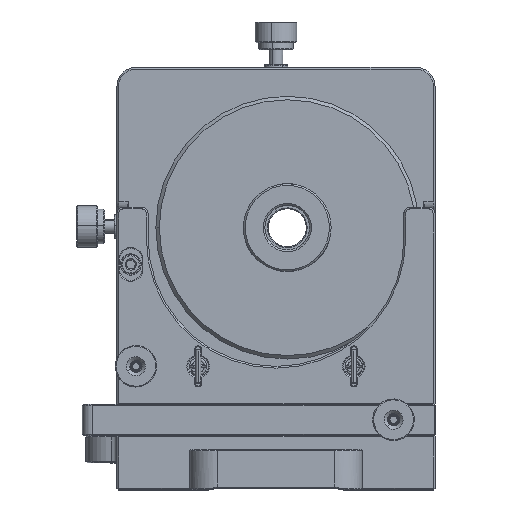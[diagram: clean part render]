
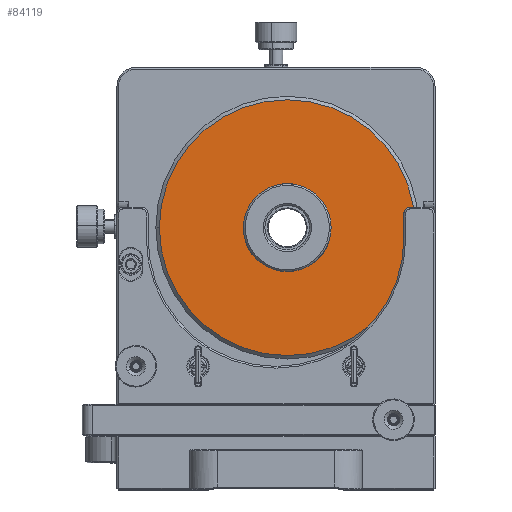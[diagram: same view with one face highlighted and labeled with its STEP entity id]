
A CAD part, top view. The second image highlights one B-rep face of the part: STEP entity #84119.
In plain terms, the highlighted planar face has unit normal (0, 0, 1).
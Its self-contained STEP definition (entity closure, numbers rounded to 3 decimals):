
#5955 = AXIS2_PLACEMENT_3D ( 'NONE', #39961, #134300, #120079 ) ;
#6163 = DIRECTION ( 'NONE',  ( 1., 0., 0. ) ) ;
#6278 = ORIENTED_EDGE ( 'NONE', *, *, #121058, .T. ) ;
#9768 = EDGE_CURVE ( 'NONE', #132143, #134606, #70067, .T. ) ;
#19925 = ORIENTED_EDGE ( 'NONE', *, *, #75592, .T. ) ;
#21639 = CIRCLE ( 'NONE', #78543, 37. ) ;
#22031 = ORIENTED_EDGE ( 'NONE', *, *, #103748, .T. ) ;
#28911 = DIRECTION ( 'NONE',  ( 0., 0., 1. ) ) ;
#29723 = CARTESIAN_POINT ( 'NONE',  ( 3.262, 67.937, 5.2 ) ) ;
#39916 = CIRCLE ( 'NONE', #139432, 12.698 ) ;
#39961 = CARTESIAN_POINT ( 'NONE',  ( 3.262, 67.937, 5.2 ) ) ;
#43936 = DIRECTION ( 'NONE',  ( 0., 0., -1. ) ) ;
#53599 = CARTESIAN_POINT ( 'NONE',  ( -33.738, 67.937, 5.2 ) ) ;
#59571 = CARTESIAN_POINT ( 'NONE',  ( 3.262, 67.937, 5.2 ) ) ;
#63163 = FACE_OUTER_BOUND ( 'NONE', #143567, .T. ) ;
#65465 = VERTEX_POINT ( 'NONE', #147551 ) ;
#70067 = CIRCLE ( 'NONE', #172303, 37. ) ;
#75592 = EDGE_CURVE ( 'NONE', #81756, #65465, #144565, .T. ) ;
#78543 = AXIS2_PLACEMENT_3D ( 'NONE', #59571, #111236, #6163 ) ;
#81756 = VERTEX_POINT ( 'NONE', #88404 ) ;
#84119 = ADVANCED_FACE ( 'NONE', ( #63163, #159269 ), #117449, .T. ) ;
#88404 = CARTESIAN_POINT ( 'NONE',  ( -9.436, 67.937, 5.2 ) ) ;
#97366 = DIRECTION ( 'NONE',  ( 1., 0., 0. ) ) ;
#103748 = EDGE_CURVE ( 'NONE', #134606, #132143, #21639, .T. ) ;
#105843 = DIRECTION ( 'NONE',  ( 1., 0., 0. ) ) ;
#109880 = CARTESIAN_POINT ( 'NONE',  ( 3.262, 67.937, 5.2 ) ) ;
#110411 = AXIS2_PLACEMENT_3D ( 'NONE', #132547, #121852, #105843 ) ;
#111236 = DIRECTION ( 'NONE',  ( 0., 0., 1. ) ) ;
#111848 = ORIENTED_EDGE ( 'NONE', *, *, #9768, .T. ) ;
#117449 = PLANE ( 'NONE',  #5955 ) ;
#119591 = EDGE_LOOP ( 'NONE', ( #6278, #19925 ) ) ;
#120079 = DIRECTION ( 'NONE',  ( 1., 0., 0. ) ) ;
#121058 = EDGE_CURVE ( 'NONE', #65465, #81756, #39916, .T. ) ;
#121852 = DIRECTION ( 'NONE',  ( 0., 0., -1. ) ) ;
#125063 = CARTESIAN_POINT ( 'NONE',  ( 40.262, 67.937, 5.2 ) ) ;
#132143 = VERTEX_POINT ( 'NONE', #125063 ) ;
#132547 = CARTESIAN_POINT ( 'NONE',  ( 3.262, 67.937, 5.2 ) ) ;
#134300 = DIRECTION ( 'NONE',  ( 0., 0., 1. ) ) ;
#134606 = VERTEX_POINT ( 'NONE', #53599 ) ;
#139432 = AXIS2_PLACEMENT_3D ( 'NONE', #29723, #43936, #97366 ) ;
#143567 = EDGE_LOOP ( 'NONE', ( #22031, #111848 ) ) ;
#144565 = CIRCLE ( 'NONE', #110411, 12.698 ) ;
#147551 = CARTESIAN_POINT ( 'NONE',  ( 15.96, 67.937, 5.2 ) ) ;
#159269 = FACE_BOUND ( 'NONE', #119591, .T. ) ;
#172303 = AXIS2_PLACEMENT_3D ( 'NONE', #109880, #28911, #174868 ) ;
#174868 = DIRECTION ( 'NONE',  ( 1., 0., 0. ) ) ;
